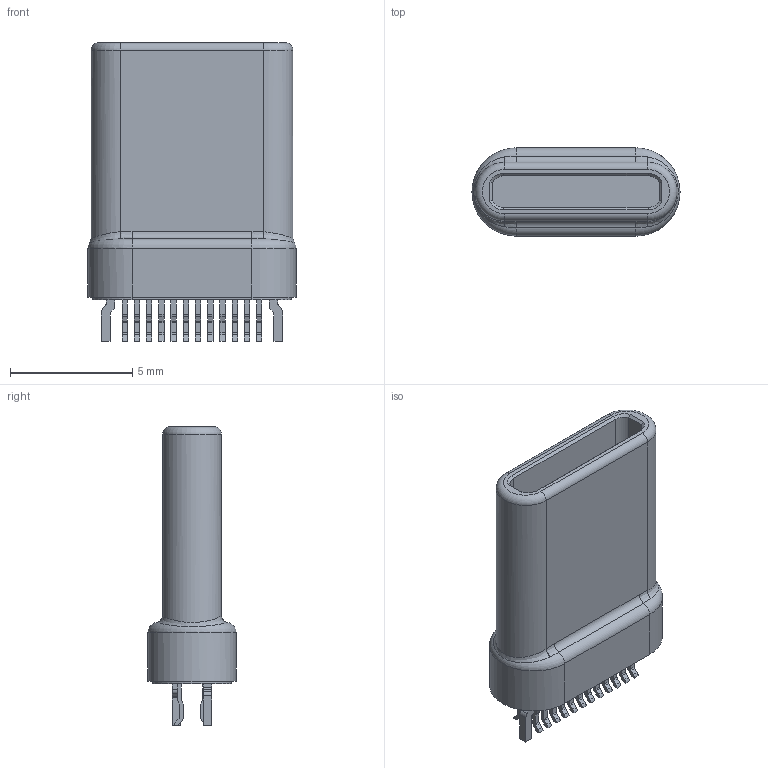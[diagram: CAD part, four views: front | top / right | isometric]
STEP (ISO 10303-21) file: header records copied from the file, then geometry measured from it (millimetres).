
FILE_DESCRIPTION((''),'2;1');
FILE_NAME('PLUG-USBC-241SMTV-4BS60_ASM_ASM','2022-10-18T13:34:22',('jirenqiang'),(''),'CREO PARAMETRIC BY PTC INC, 2018050','CREO PARAMETRIC BY PTC INC, 2018050','');
FILE_SCHEMA(('CONFIG_CONTROL_DESIGN'));
Length unit declared in the file: millimetre
Products named in the file (27): PLUG-USBC-241SMTV-4BS60_1; PLUG-USBC-241SMTV-4BS60_2; PLUG-USBC-241SMTV-4BS60_3; PLUG-USBC-241SMTV-4BS60_4; PLUG-USBC-241SMTV-4BS60_5; PLUG-USBC-241SMTV-4BS60_6; PLUG-USBC-241SMTV-4BS60_7; PLUG-USBC-241SMTV-4BS60_8; PLUG-USBC-241SMTV-4BS60_9; PLUG-USBC-241SMTV-4BS60_10; PLUG-USBC-241SMTV-4BS60_11; PLUG-USBC-241SMTV-4BS60_12; PLUG-USBC-241SMTV-4BS60_13; PLUG-USBC-241SMTV-4BS60_14; PLUG-USBC-241SMTV-4BS60_15; PLUG-USBC-241SMTV-4BS60_16; PLUG-USBC-241SMTV-4BS60_17; PLUG-USBC-241SMTV-4BS60_18; PLUG-USBC-241SMTV-4BS60_19; PLUG-USBC-241SMTV-4BS60_20; PLUG-USBC-241SMTV-4BS60_21; PLUG-USBC-241SMTV-4BS60_22; PLUG-USBC-241SMTV-4BS60_23; PLUG-USBC-241SMTV-4BS60_24; PLUG-USBC-241SMTV-4BS60_25; PLUG-USBC-241SMTV-4BS60_ASM_1_ASM; PLUG-USBC-241SMTV-4BS60_ASM_ASM
Assembly tree (26 placements, depth 3):
  PLUG-USBC-241SMTV-4BS60_ASM_ASM
    PLUG-USBC-241SMTV-4BS60_ASM_1_ASM
      PLUG-USBC-241SMTV-4BS60_1
      PLUG-USBC-241SMTV-4BS60_2
      PLUG-USBC-241SMTV-4BS60_3
      PLUG-USBC-241SMTV-4BS60_4
      PLUG-USBC-241SMTV-4BS60_5
      PLUG-USBC-241SMTV-4BS60_6
      PLUG-USBC-241SMTV-4BS60_7
      PLUG-USBC-241SMTV-4BS60_8
      PLUG-USBC-241SMTV-4BS60_9
      PLUG-USBC-241SMTV-4BS60_10
      PLUG-USBC-241SMTV-4BS60_11
      PLUG-USBC-241SMTV-4BS60_12
      PLUG-USBC-241SMTV-4BS60_13
      PLUG-USBC-241SMTV-4BS60_14
      PLUG-USBC-241SMTV-4BS60_15
      PLUG-USBC-241SMTV-4BS60_16
      PLUG-USBC-241SMTV-4BS60_17
      PLUG-USBC-241SMTV-4BS60_18
      PLUG-USBC-241SMTV-4BS60_19
      PLUG-USBC-241SMTV-4BS60_20
      PLUG-USBC-241SMTV-4BS60_21
      PLUG-USBC-241SMTV-4BS60_22
      PLUG-USBC-241SMTV-4BS60_23
      PLUG-USBC-241SMTV-4BS60_24
      PLUG-USBC-241SMTV-4BS60_25
Bounding box: 8.5 x 3.6 x 12.2 mm (x, y, z)
Volume: 175 mm3; surface area: 369.8 mm2
Topology: 25 solids, 25 shells, 530 faces, 1411 edges, 935 vertices
Faces by surface type: plane 324, cylinder 192, bspline 6, torus 4, cone 4
Entity records: 17541 total; most frequent: CARTESIAN_POINT 3389, DIRECTION 2986, ORIENTED_EDGE 2822, EDGE_CURVE 1411, VECTOR 996, LINE 996, AXIS2_PLACEMENT_3D 995, VERTEX_POINT 935
